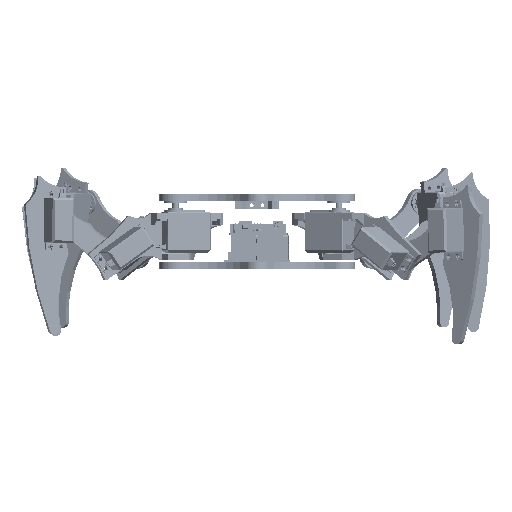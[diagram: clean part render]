
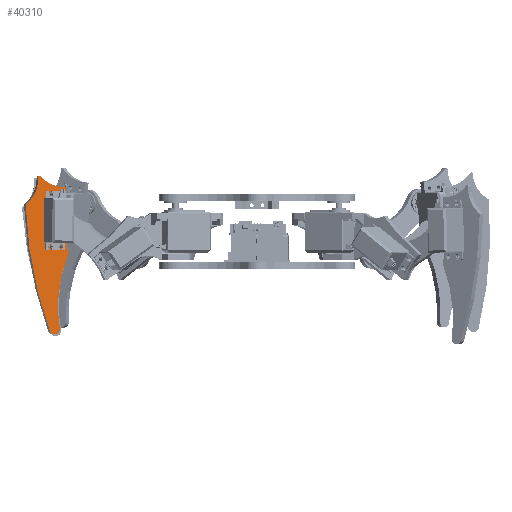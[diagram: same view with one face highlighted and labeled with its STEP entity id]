
A CAD part, left-side view. The second image highlights one B-rep face of the part: STEP entity #40310.
In plain terms, the highlighted face is planar.
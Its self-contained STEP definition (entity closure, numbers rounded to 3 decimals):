
#626=B_SPLINE_CURVE_WITH_KNOTS('',2,(#59307,#59308,#59309),
 .UNSPECIFIED.,.F.,.F.,(3,3),(0.005,1.),.UNSPECIFIED.);
#628=B_SPLINE_CURVE_WITH_KNOTS('',2,(#59353,#59354,#59355),
 .UNSPECIFIED.,.F.,.F.,(3,3),(0.,0.916),.UNSPECIFIED.);
#630=B_SPLINE_CURVE_WITH_KNOTS('',2,(#59365,#59366,#59367),
 .UNSPECIFIED.,.F.,.F.,(3,3),(0.08,0.985),
 .UNSPECIFIED.);
#631=B_SPLINE_CURVE_WITH_KNOTS('',2,(#59375,#59376,#59377),
 .UNSPECIFIED.,.F.,.F.,(3,3),(0.004,1.),.UNSPECIFIED.);
#2769=FACE_BOUND('',#7673,.T.);
#2770=FACE_BOUND('',#7674,.T.);
#2771=FACE_BOUND('',#7675,.T.);
#2772=FACE_BOUND('',#7676,.T.);
#3305=PLANE('',#43160);
#5161=FACE_OUTER_BOUND('',#7672,.T.);
#7672=EDGE_LOOP('',(#30093,#30094,#30095,#30096,#30097,#30098,#30099,#30100,
#30101,#30102,#30103,#30104,#30105));
#7673=EDGE_LOOP('',(#30106));
#7674=EDGE_LOOP('',(#30107));
#7675=EDGE_LOOP('',(#30108));
#7676=EDGE_LOOP('',(#30109));
#10597=LINE('',#59314,#14979);
#10603=LINE('',#59325,#14985);
#10606=LINE('',#59331,#14988);
#10609=LINE('',#59337,#14991);
#10612=LINE('',#59343,#14994);
#14979=VECTOR('',#47561,1000.);
#14985=VECTOR('',#47569,1000.);
#14988=VECTOR('',#47574,1000.);
#14991=VECTOR('',#47579,1000.);
#14994=VECTOR('',#47584,1000.);
#19131=CIRCLE('',#43135,1.);
#19133=CIRCLE('',#43138,1.);
#19135=CIRCLE('',#43141,1.7);
#19137=CIRCLE('',#43144,1.7);
#19139=CIRCLE('',#43147,1.7);
#19141=CIRCLE('',#43150,1.7);
#19144=CIRCLE('',#43159,5.);
#19145=CIRCLE('',#43161,1.);
#20157=VERTEX_POINT('',#59252);
#20158=VERTEX_POINT('',#59253);
#20161=VERTEX_POINT('',#59261);
#20162=VERTEX_POINT('',#59262);
#20165=VERTEX_POINT('',#59270);
#20167=VERTEX_POINT('',#59276);
#20169=VERTEX_POINT('',#59282);
#20171=VERTEX_POINT('',#59288);
#20175=VERTEX_POINT('',#59304);
#20176=VERTEX_POINT('',#59306);
#20177=VERTEX_POINT('',#59312);
#20178=VERTEX_POINT('',#59313);
#20182=VERTEX_POINT('',#59323);
#20184=VERTEX_POINT('',#59329);
#20186=VERTEX_POINT('',#59335);
#20188=VERTEX_POINT('',#59341);
#20189=VERTEX_POINT('',#59374);
#23811=EDGE_CURVE('',#20157,#20158,#19131,.T.);
#23815=EDGE_CURVE('',#20161,#20162,#19133,.T.);
#23819=EDGE_CURVE('',#20165,#20165,#19135,.T.);
#23822=EDGE_CURVE('',#20167,#20167,#19137,.T.);
#23825=EDGE_CURVE('',#20169,#20169,#19139,.T.);
#23828=EDGE_CURVE('',#20171,#20171,#19141,.T.);
#23833=EDGE_CURVE('',#20175,#20176,#626,.T.);
#23835=EDGE_CURVE('',#20177,#20178,#10597,.T.);
#23841=EDGE_CURVE('',#20182,#20177,#10603,.T.);
#23844=EDGE_CURVE('',#20182,#20184,#10606,.T.);
#23847=EDGE_CURVE('',#20184,#20186,#10609,.T.);
#23850=EDGE_CURVE('',#20186,#20188,#10612,.T.);
#23852=EDGE_CURVE('',#20188,#20157,#628,.T.);
#23854=EDGE_CURVE('',#20158,#20161,#630,.T.);
#23855=EDGE_CURVE('',#20162,#20189,#631,.T.);
#23859=EDGE_CURVE('',#20189,#20176,#19144,.T.);
#23860=EDGE_CURVE('',#20175,#20178,#19145,.T.);
#30093=ORIENTED_EDGE('',*,*,#23833,.F.);
#30094=ORIENTED_EDGE('',*,*,#23860,.T.);
#30095=ORIENTED_EDGE('',*,*,#23835,.F.);
#30096=ORIENTED_EDGE('',*,*,#23841,.F.);
#30097=ORIENTED_EDGE('',*,*,#23844,.T.);
#30098=ORIENTED_EDGE('',*,*,#23847,.T.);
#30099=ORIENTED_EDGE('',*,*,#23850,.T.);
#30100=ORIENTED_EDGE('',*,*,#23852,.T.);
#30101=ORIENTED_EDGE('',*,*,#23811,.T.);
#30102=ORIENTED_EDGE('',*,*,#23854,.T.);
#30103=ORIENTED_EDGE('',*,*,#23815,.T.);
#30104=ORIENTED_EDGE('',*,*,#23855,.T.);
#30105=ORIENTED_EDGE('',*,*,#23859,.T.);
#30106=ORIENTED_EDGE('',*,*,#23822,.F.);
#30107=ORIENTED_EDGE('',*,*,#23825,.F.);
#30108=ORIENTED_EDGE('',*,*,#23828,.F.);
#30109=ORIENTED_EDGE('',*,*,#23819,.F.);
#40310=ADVANCED_FACE('',(#5161,#2769,#2770,#2771,#2772),#3305,.T.);
#43135=AXIS2_PLACEMENT_3D('',#59254,#47515,#47516);
#43138=AXIS2_PLACEMENT_3D('',#59263,#47523,#47524);
#43141=AXIS2_PLACEMENT_3D('',#59271,#47531,#47532);
#43144=AXIS2_PLACEMENT_3D('',#59277,#47538,#47539);
#43147=AXIS2_PLACEMENT_3D('',#59283,#47545,#47546);
#43150=AXIS2_PLACEMENT_3D('',#59289,#47552,#47553);
#43159=AXIS2_PLACEMENT_3D('',#59385,#47590,#47591);
#43160=AXIS2_PLACEMENT_3D('',#59386,#47592,#47593);
#43161=AXIS2_PLACEMENT_3D('',#59387,#47594,#47595);
#47515=DIRECTION('center_axis',(0.,0.,1.));
#47516=DIRECTION('ref_axis',(1.,0.,0.));
#47523=DIRECTION('center_axis',(0.,0.,1.));
#47524=DIRECTION('ref_axis',(1.,0.,0.));
#47531=DIRECTION('center_axis',(0.,0.,1.));
#47532=DIRECTION('ref_axis',(1.,0.,0.));
#47538=DIRECTION('center_axis',(0.,0.,1.));
#47539=DIRECTION('ref_axis',(1.,0.,0.));
#47545=DIRECTION('center_axis',(0.,0.,1.));
#47546=DIRECTION('ref_axis',(1.,0.,0.));
#47552=DIRECTION('center_axis',(0.,0.,1.));
#47553=DIRECTION('ref_axis',(1.,0.,0.));
#47561=DIRECTION('',(0.245,-0.969,0.));
#47569=DIRECTION('',(1.,0.,0.));
#47574=DIRECTION('',(0.,1.,0.));
#47579=DIRECTION('',(1.,0.,0.));
#47584=DIRECTION('',(0.,1.,0.));
#47590=DIRECTION('center_axis',(0.,0.,1.));
#47591=DIRECTION('ref_axis',(1.,0.,0.));
#47592=DIRECTION('center_axis',(0.,0.,1.));
#47593=DIRECTION('ref_axis',(1.,0.,0.));
#47594=DIRECTION('center_axis',(0.,0.,1.));
#47595=DIRECTION('ref_axis',(1.,0.,0.));
#59252=CARTESIAN_POINT('',(-14.546,40.723,6.));
#59253=CARTESIAN_POINT('',(-16.264,40.002,6.));
#59254=CARTESIAN_POINT('Origin',(-15.264,40.027,6.));
#59261=CARTESIAN_POINT('',(-27.8,14.787,6.));
#59262=CARTESIAN_POINT('',(-28.171,13.966,6.));
#59263=CARTESIAN_POINT('Origin',(-27.172,14.009,6.));
#59270=CARTESIAN_POINT('',(-3.3,24.,6.));
#59271=CARTESIAN_POINT('Origin',(-5.,24.,6.));
#59276=CARTESIAN_POINT('',(-3.3,-24.,6.));
#59277=CARTESIAN_POINT('Origin',(-5.,-24.,6.));
#59282=CARTESIAN_POINT('',(6.7,-24.,6.));
#59283=CARTESIAN_POINT('Origin',(5.,-24.,6.));
#59288=CARTESIAN_POINT('',(6.7,24.,6.));
#59289=CARTESIAN_POINT('Origin',(5.,24.,6.));
#59304=CARTESIAN_POINT('',(12.824,-30.502,6.));
#59306=CARTESIAN_POINT('',(5.,-99.75,6.));
#59307=CARTESIAN_POINT('Ctrl Pts',(12.824,-30.502,6.));
#59308=CARTESIAN_POINT('Ctrl Pts',(-1.042,-63.438,
6.));
#59309=CARTESIAN_POINT('Ctrl Pts',(5.,-99.75,6.));
#59312=CARTESIAN_POINT('',(10.5,-20.5,6.));
#59313=CARTESIAN_POINT('',(12.872,-29.869,6.));
#59314=CARTESIAN_POINT('',(4.991,1.263,6.));
#59323=CARTESIAN_POINT('',(-10.5,-20.5,6.));
#59325=CARTESIAN_POINT('',(0.,-20.5,6.));
#59329=CARTESIAN_POINT('',(-10.5,20.5,6.));
#59331=CARTESIAN_POINT('',(-10.5,0.,6.));
#59335=CARTESIAN_POINT('',(10.5,20.5,6.));
#59337=CARTESIAN_POINT('',(0.,20.5,6.));
#59341=CARTESIAN_POINT('',(10.5,30.5,6.));
#59343=CARTESIAN_POINT('',(10.5,0.,6.));
#59353=CARTESIAN_POINT('Ctrl Pts',(10.5,30.5,6.));
#59354=CARTESIAN_POINT('Ctrl Pts',(-4.117,29.952,6.));
#59355=CARTESIAN_POINT('Ctrl Pts',(-14.546,40.723,6.));
#59365=CARTESIAN_POINT('Ctrl Pts',(-16.264,40.002,6.));
#59366=CARTESIAN_POINT('Ctrl Pts',(-15.864,24.42,6.));
#59367=CARTESIAN_POINT('Ctrl Pts',(-27.8,14.787,6.));
#59374=CARTESIAN_POINT('',(-4.433,-102.063,6.));
#59375=CARTESIAN_POINT('Ctrl Pts',(-28.171,13.966,6.));
#59376=CARTESIAN_POINT('Ctrl Pts',(-25.621,-45.828,
6.));
#59377=CARTESIAN_POINT('Ctrl Pts',(-4.433,-102.063,
6.));
#59385=CARTESIAN_POINT('Origin',(0.,-99.75,6.));
#59386=CARTESIAN_POINT('Origin',(0.,0.,6.));
#59387=CARTESIAN_POINT('Origin',(11.902,-30.114,6.));
